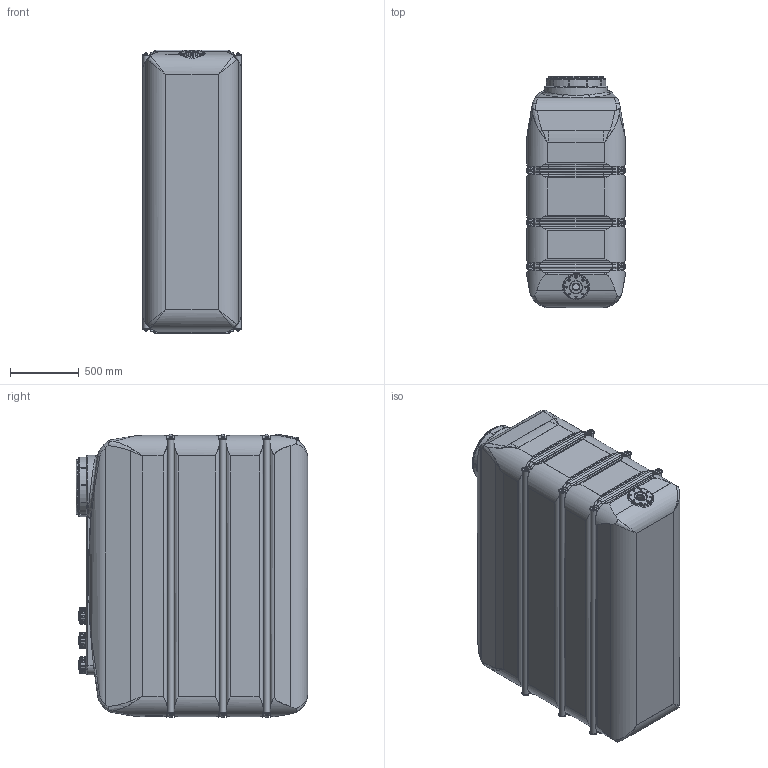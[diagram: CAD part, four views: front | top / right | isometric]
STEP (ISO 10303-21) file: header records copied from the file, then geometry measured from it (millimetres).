
FILE_DESCRIPTION(/* description */ (''),/* implementation_level */ '2;1');
FILE_NAME(/* name */ 'D625974_-DF-2000.stp',/* time_stamp */ '2023-11-01T11:19:32+01:00',/* author */ ('depo'),/* organization */ (''),/* preprocessor_version */ 'ST-DEVELOPER v18.1',/* originating_system */ 'Autodesk Inventor 2022',/* authorisation */ '');
FILE_SCHEMA (('AUTOMOTIVE_DESIGN { 1 0 10303 214 3 1 1 }'));
Products named in the file (15): D625974; DF-2000 C; 203032; 203044; Bandage-2000; Längsbandage-2000; Kopfband-kurz; DIN 934 - M12; DIN 933 - M12  x 35; 203046; 203031; 203037; 203045; 203036; DEHOUST_Schriftzug
Assembly tree (34 placements, depth 3):
  D625974
    DF-2000 C
    203032
    203044
    Bandage-2000  x3
      Längsbandage-2000
      Kopfband-kurz
      DIN 933 - M12  x 35
      DIN 934 - M12
    203046  x3
    203031  x3
    203037  x3
    203045  x3
    203036  x3
    DEHOUST_Schriftzug
Bounding box: 727 x 1689.5 x 2070.67 mm (x, y, z)
Volume: 14495741 mm3; surface area: 27093816.2 mm2
Topology: 69 solids, 69 shells, 2579 faces, 6570 edges, 4179 vertices
Faces by surface type: plane 911, cylinder 768, bspline 546, torus 174, cone 162, sphere 18
Full cylindrical faces by diameter (mm): 7 x8, 8 x8, 10.106 x12, 11.053 x12, 12 x12, 17.2 x12, 44 x6, 46 x6, 48 x1, 56 x3, 56.656 x3, 58 x3, 58.5 x3, 61 x3, 64 x3, 65 x3, 66 x3, 68 x3, 73 x3, 75 x3, 76 x3, 81.5 x3, 83.5 x3, 84.2 x6, 85 x3, 86 x3, 86.2 x6, 90 x9, 92 x1, 96 x6
Entity records: 63026 total; most frequent: CARTESIAN_POINT 32275, ORIENTED_EDGE 6766, DIRECTION 5377, EDGE_CURVE 3383, VERTEX_POINT 2174, AXIS2_PLACEMENT_3D 1966, LINE 1445, VECTOR 1445
